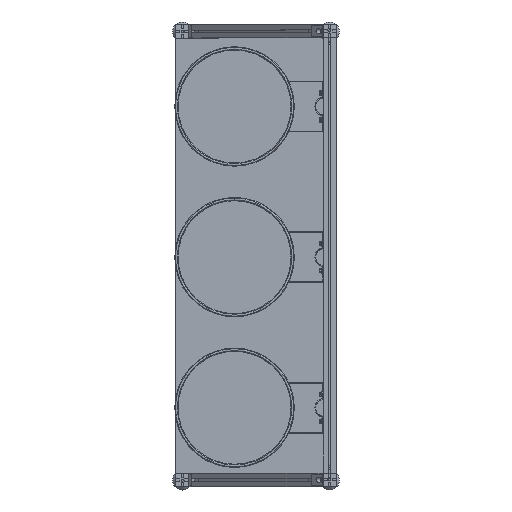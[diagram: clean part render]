
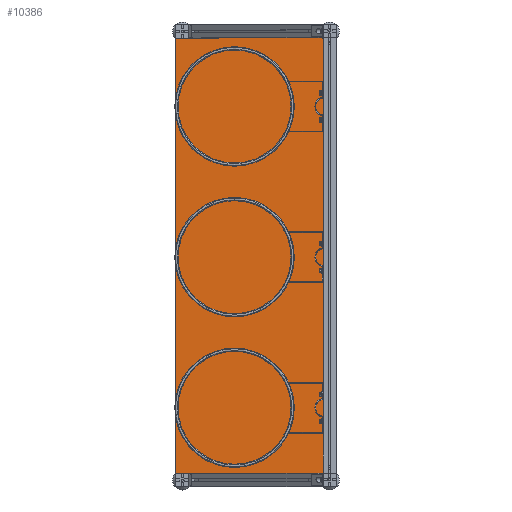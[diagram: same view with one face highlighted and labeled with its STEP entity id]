
A CAD part, top view. The second image highlights one B-rep face of the part: STEP entity #10386.
In plain terms, the highlighted planar face has unit normal (0, 0, 1).
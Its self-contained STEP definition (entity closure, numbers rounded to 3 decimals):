
#10386=ADVANCED_FACE('',(#12726),#12727,.T.);
#12726=FACE_OUTER_BOUND('',#15466,.T.);
#12727=PLANE('',#15467);
#15466=EDGE_LOOP('',(#19491,#19492,#19493,#19494,#19495,#19496,#19497,#19498,#19499,#19500,#19501,#19502,#19503,#19504,#19505,#19506));
#15467=AXIS2_PLACEMENT_3D('',#19507,#19508,#19509);
#19491=ORIENTED_EDGE('',*,*,#24831,.F.);
#19492=ORIENTED_EDGE('',*,*,#24814,.F.);
#19493=ORIENTED_EDGE('',*,*,#24832,.F.);
#19494=ORIENTED_EDGE('',*,*,#24833,.F.);
#19495=ORIENTED_EDGE('',*,*,#24834,.F.);
#19496=ORIENTED_EDGE('',*,*,#24824,.F.);
#19497=ORIENTED_EDGE('',*,*,#24835,.F.);
#19498=ORIENTED_EDGE('',*,*,#24836,.F.);
#19499=ORIENTED_EDGE('',*,*,#24837,.F.);
#19500=ORIENTED_EDGE('',*,*,#24828,.F.);
#19501=ORIENTED_EDGE('',*,*,#24838,.F.);
#19502=ORIENTED_EDGE('',*,*,#24839,.F.);
#19503=ORIENTED_EDGE('',*,*,#24840,.F.);
#19504=ORIENTED_EDGE('',*,*,#24818,.F.);
#19505=ORIENTED_EDGE('',*,*,#24841,.F.);
#19506=ORIENTED_EDGE('',*,*,#24842,.F.);
#19507=CARTESIAN_POINT('',(-225.,0.,30.));
#19508=DIRECTION('',(0.0,0.0,1.0));
#19509=DIRECTION('',(1.0,0.0,0.0));
#24814=EDGE_CURVE('',#27834,#27830,#27836,.T.);
#24818=EDGE_CURVE('',#27841,#27843,#27844,.T.);
#24824=EDGE_CURVE('',#27852,#27848,#27854,.T.);
#24828=EDGE_CURVE('',#27859,#27861,#27862,.T.);
#24831=EDGE_CURVE('',#27830,#27865,#27866,.T.);
#24832=EDGE_CURVE('',#27867,#27834,#27868,.T.);
#24833=EDGE_CURVE('',#27869,#27867,#27870,.T.);
#24834=EDGE_CURVE('',#27848,#27869,#27871,.T.);
#24835=EDGE_CURVE('',#27872,#27852,#27873,.T.);
#24836=EDGE_CURVE('',#27874,#27872,#27875,.T.);
#24837=EDGE_CURVE('',#27861,#27874,#27876,.T.);
#24838=EDGE_CURVE('',#27877,#27859,#27878,.T.);
#24839=EDGE_CURVE('',#27879,#27877,#27880,.T.);
#24840=EDGE_CURVE('',#27843,#27879,#27881,.T.);
#24841=EDGE_CURVE('',#27882,#27841,#27883,.T.);
#24842=EDGE_CURVE('',#27865,#27882,#27884,.T.);
#27830=VERTEX_POINT('',#32286);
#27834=VERTEX_POINT('',#32292);
#27836=LINE('',#32295,#32296);
#27841=VERTEX_POINT('',#32302);
#27843=VERTEX_POINT('',#32305);
#27844=LINE('',#32306,#32307);
#27848=VERTEX_POINT('',#32312);
#27852=VERTEX_POINT('',#32318);
#27854=LINE('',#32321,#32322);
#27859=VERTEX_POINT('',#32328);
#27861=VERTEX_POINT('',#32331);
#27862=LINE('',#32332,#32333);
#27865=VERTEX_POINT('',#32337);
#27866=LINE('',#32338,#32339);
#27867=VERTEX_POINT('',#32340);
#27868=LINE('',#32341,#32342);
#27869=VERTEX_POINT('',#32343);
#27870=CIRCLE('',#32344,4.0);
#27871=LINE('',#32345,#32346);
#27872=VERTEX_POINT('',#32347);
#27873=LINE('',#32348,#32349);
#27874=VERTEX_POINT('',#32350);
#27875=CIRCLE('',#32351,4.0);
#27876=LINE('',#32352,#32353);
#27877=VERTEX_POINT('',#32354);
#27878=LINE('',#32355,#32356);
#27879=VERTEX_POINT('',#32357);
#27880=CIRCLE('',#32358,4.0);
#27881=LINE('',#32359,#32360);
#27882=VERTEX_POINT('',#32361);
#27883=LINE('',#32362,#32363);
#27884=CIRCLE('',#32364,4.0);
#32286=CARTESIAN_POINT('',(-22.,705.,30.));
#32292=CARTESIAN_POINT('',(-428.,705.,30.));
#32295=CARTESIAN_POINT('',(-225.,705.,30.));
#32296=VECTOR('',#38509,1.0);
#32302=CARTESIAN_POINT('',(20.,663.,30.));
#32305=CARTESIAN_POINT('',(20.,-663.,30.));
#32306=CARTESIAN_POINT('',(20.,0.,30.));
#32307=VECTOR('',#38512,1.0);
#32312=CARTESIAN_POINT('',(-470.,663.,30.));
#32318=CARTESIAN_POINT('',(-470.,-663.,30.));
#32321=CARTESIAN_POINT('',(-470.,0.,30.));
#32322=VECTOR('',#38517,1.0);
#32328=CARTESIAN_POINT('',(-22.,-705.,30.));
#32331=CARTESIAN_POINT('',(-428.,-705.,30.));
#32332=CARTESIAN_POINT('',(-225.,-705.,30.));
#32333=VECTOR('',#38520,1.0);
#32337=CARTESIAN_POINT('',(-22.,667.,30.));
#32338=CARTESIAN_POINT('',(-22.,0.,30.));
#32339=VECTOR('',#38522,1.0);
#32340=CARTESIAN_POINT('',(-428.,667.,30.));
#32341=CARTESIAN_POINT('',(-428.,0.,30.));
#32342=VECTOR('',#38523,1.0);
#32343=CARTESIAN_POINT('',(-432.,663.,30.));
#32344=AXIS2_PLACEMENT_3D('',#38524,#38525,#38526);
#32345=CARTESIAN_POINT('',(-225.,663.,30.));
#32346=VECTOR('',#38527,1.0);
#32347=CARTESIAN_POINT('',(-432.,-663.,30.));
#32348=CARTESIAN_POINT('',(-225.,-663.,30.));
#32349=VECTOR('',#38528,1.0);
#32350=CARTESIAN_POINT('',(-428.,-667.,30.));
#32351=AXIS2_PLACEMENT_3D('',#38529,#38530,#38531);
#32352=CARTESIAN_POINT('',(-428.,0.,30.));
#32353=VECTOR('',#38532,1.0);
#32354=CARTESIAN_POINT('',(-22.,-667.,30.));
#32355=CARTESIAN_POINT('',(-22.,0.,30.));
#32356=VECTOR('',#38533,1.0);
#32357=CARTESIAN_POINT('',(-18.,-663.,30.));
#32358=AXIS2_PLACEMENT_3D('',#38534,#38535,#38536);
#32359=CARTESIAN_POINT('',(-225.,-663.,30.));
#32360=VECTOR('',#38537,1.0);
#32361=CARTESIAN_POINT('',(-18.,663.,30.));
#32362=CARTESIAN_POINT('',(-225.,663.,30.));
#32363=VECTOR('',#38538,1.0);
#32364=AXIS2_PLACEMENT_3D('',#38539,#38540,#38541);
#38509=DIRECTION('',(1.0,0.0,0.0));
#38512=DIRECTION('',(0.0,-1.0,0.0));
#38517=DIRECTION('',(0.0,1.0,0.0));
#38520=DIRECTION('',(-1.0,0.0,0.0));
#38522=DIRECTION('',(0.,-1.0,0.0));
#38523=DIRECTION('',(0.,1.0,0.0));
#38524=CARTESIAN_POINT('',(-432.,667.,30.));
#38525=DIRECTION('',(0.0,0.0,1.0));
#38526=DIRECTION('',(1.0,0.0,0.0));
#38527=DIRECTION('',(1.0,0.0,0.0));
#38528=DIRECTION('',(-1.0,0.,0.0));
#38529=CARTESIAN_POINT('',(-432.,-667.,30.));
#38530=DIRECTION('',(0.0,0.0,1.0));
#38531=DIRECTION('',(1.0,0.0,0.0));
#38532=DIRECTION('',(0.,1.0,0.0));
#38533=DIRECTION('',(0.,-1.0,0.0));
#38534=CARTESIAN_POINT('',(-18.,-667.,30.));
#38535=DIRECTION('',(0.0,0.0,1.0));
#38536=DIRECTION('',(1.0,0.0,0.0));
#38537=DIRECTION('',(-1.0,0.,0.0));
#38538=DIRECTION('',(1.0,0.0,0.0));
#38539=CARTESIAN_POINT('',(-18.,667.,30.));
#38540=DIRECTION('',(0.0,0.0,1.0));
#38541=DIRECTION('',(1.0,0.0,0.0));
